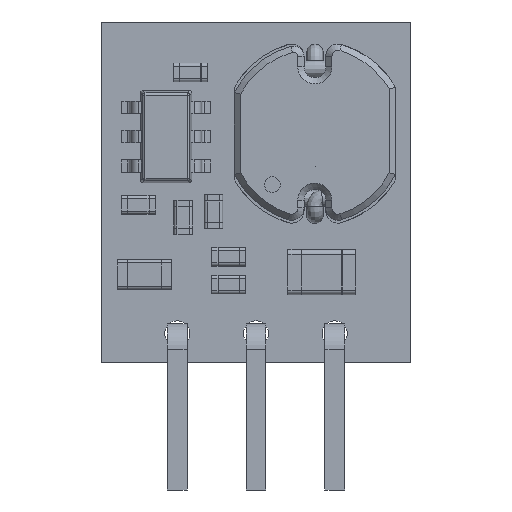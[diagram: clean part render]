
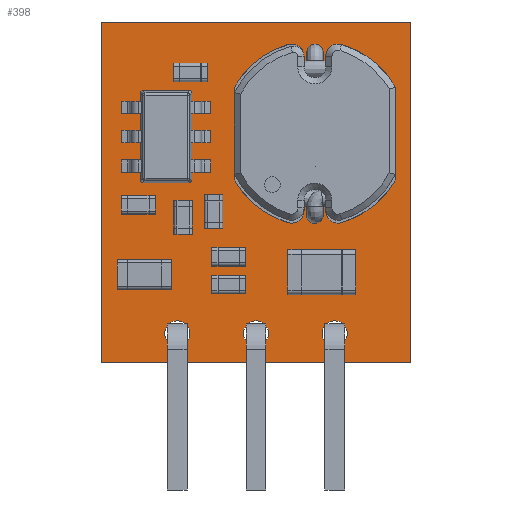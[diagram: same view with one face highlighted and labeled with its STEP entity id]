
A CAD part, front view. The second image highlights one B-rep face of the part: STEP entity #398.
In plain terms, the highlighted face is planar.
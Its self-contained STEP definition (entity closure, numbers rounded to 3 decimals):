
#58=DIRECTION('',(1.,0.,0.));
#59=VECTOR('',#58,10.);
#60=CARTESIAN_POINT('',(0.,0.,1.585));
#61=LINE('',#60,#59);
#65=DIRECTION('',(0.,-1.,0.));
#66=VECTOR('',#65,11.);
#67=CARTESIAN_POINT('',(0.,11.,1.585));
#68=LINE('',#67,#66);
#72=DIRECTION('',(-1.,0.,0.));
#73=VECTOR('',#72,10.);
#74=CARTESIAN_POINT('',(10.,11.,1.585));
#75=LINE('',#74,#73);
#79=DIRECTION('',(0.,1.,0.));
#80=VECTOR('',#79,11.);
#81=CARTESIAN_POINT('',(10.,0.,1.585));
#82=LINE('',#81,#80);
#86=CARTESIAN_POINT('',(2.46,0.95,1.585));
#87=DIRECTION('',(0.,0.,1.));
#88=DIRECTION('',(1.,0.,0.));
#89=AXIS2_PLACEMENT_3D('',#86,#87,#88);
#94=CARTESIAN_POINT('',(2.46,0.95,1.585));
#95=DIRECTION('',(0.,0.,1.));
#96=DIRECTION('',(-1.,0.,0.));
#97=AXIS2_PLACEMENT_3D('',#94,#95,#96);
#102=CARTESIAN_POINT('',(7.54,0.95,1.585));
#103=DIRECTION('',(0.,0.,1.));
#104=DIRECTION('',(1.,0.,0.));
#105=AXIS2_PLACEMENT_3D('',#102,#103,#104);
#110=CARTESIAN_POINT('',(7.54,0.95,1.585));
#111=DIRECTION('',(0.,0.,1.));
#112=DIRECTION('',(-1.,0.,0.));
#113=AXIS2_PLACEMENT_3D('',#110,#111,#112);
#118=CARTESIAN_POINT('',(5.,0.95,1.585));
#119=DIRECTION('',(0.,0.,1.));
#120=DIRECTION('',(1.,0.,0.));
#121=AXIS2_PLACEMENT_3D('',#118,#119,#120);
#126=CARTESIAN_POINT('',(5.,0.95,1.585));
#127=DIRECTION('',(0.,0.,1.));
#128=DIRECTION('',(-1.,0.,0.));
#129=AXIS2_PLACEMENT_3D('',#126,#127,#128);
#252=CARTESIAN_POINT('',(0.,0.,1.585));
#253=CARTESIAN_POINT('',(10.,0.,1.585));
#254=VERTEX_POINT('',#252);
#255=VERTEX_POINT('',#253);
#256=CARTESIAN_POINT('',(10.,11.,1.585));
#257=VERTEX_POINT('',#256);
#258=CARTESIAN_POINT('',(0.,11.,1.585));
#259=VERTEX_POINT('',#258);
#260=CARTESIAN_POINT('',(2.866,0.95,1.585));
#261=CARTESIAN_POINT('',(2.054,0.95,1.585));
#262=VERTEX_POINT('',#260);
#263=VERTEX_POINT('',#261);
#264=CARTESIAN_POINT('',(7.946,0.95,1.585));
#265=CARTESIAN_POINT('',(7.134,0.95,1.585));
#266=VERTEX_POINT('',#264);
#267=VERTEX_POINT('',#265);
#268=CARTESIAN_POINT('',(5.406,0.95,1.585));
#269=CARTESIAN_POINT('',(4.594,0.95,1.585));
#270=VERTEX_POINT('',#268);
#271=VERTEX_POINT('',#269);
#367=CARTESIAN_POINT('',(0.,0.,1.585));
#368=DIRECTION('',(0.,0.,-1.));
#369=DIRECTION('',(-1.,0.,0.));
#370=AXIS2_PLACEMENT_3D('',#367,#368,#369);
#371=PLANE('',#370);
#372=ORIENTED_EDGE('',*,*,#301,.F.);
#374=ORIENTED_EDGE('',*,*,#373,.F.);
#376=ORIENTED_EDGE('',*,*,#375,.F.);
#377=ORIENTED_EDGE('',*,*,#360,.F.);
#378=EDGE_LOOP('',(#372,#374,#376,#377));
#379=FACE_OUTER_BOUND('',#378,.F.);
#381=ORIENTED_EDGE('',*,*,#380,.T.);
#383=ORIENTED_EDGE('',*,*,#382,.T.);
#384=EDGE_LOOP('',(#381,#383));
#385=FACE_BOUND('',#384,.F.);
#387=ORIENTED_EDGE('',*,*,#386,.T.);
#389=ORIENTED_EDGE('',*,*,#388,.T.);
#390=EDGE_LOOP('',(#387,#389));
#391=FACE_BOUND('',#390,.F.);
#393=ORIENTED_EDGE('',*,*,#392,.T.);
#395=ORIENTED_EDGE('',*,*,#394,.T.);
#396=EDGE_LOOP('',(#393,#395));
#397=FACE_BOUND('',#396,.F.);
#90=CIRCLE('',#89,0.406);
#98=CIRCLE('',#97,0.406);
#106=CIRCLE('',#105,0.406);
#114=CIRCLE('',#113,0.406);
#122=CIRCLE('',#121,0.406);
#130=CIRCLE('',#129,0.406);
#301=EDGE_CURVE('',#254,#255,#61,.T.);
#360=EDGE_CURVE('',#255,#257,#82,.T.);
#373=EDGE_CURVE('',#259,#254,#68,.T.);
#375=EDGE_CURVE('',#257,#259,#75,.T.);
#380=EDGE_CURVE('',#262,#263,#90,.T.);
#382=EDGE_CURVE('',#263,#262,#98,.T.);
#386=EDGE_CURVE('',#266,#267,#106,.T.);
#388=EDGE_CURVE('',#267,#266,#114,.T.);
#392=EDGE_CURVE('',#270,#271,#122,.T.);
#394=EDGE_CURVE('',#271,#270,#130,.T.);
#398=ADVANCED_FACE('',(#379,#385,#391,#397),#371,.F.);
